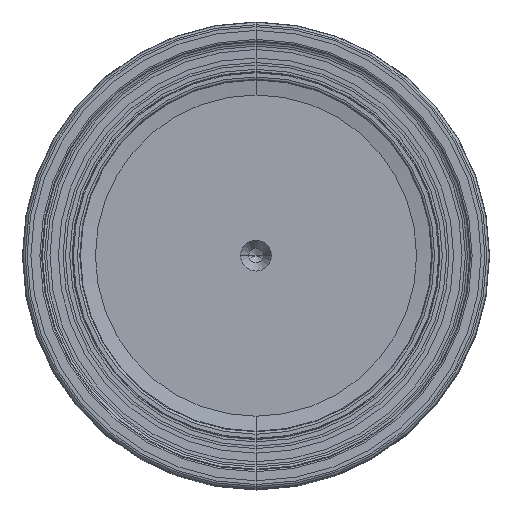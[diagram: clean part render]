
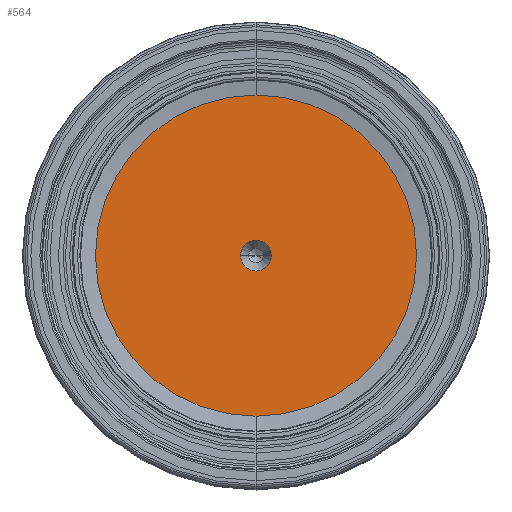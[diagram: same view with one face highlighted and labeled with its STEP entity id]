
A CAD part, top view. The second image highlights one B-rep face of the part: STEP entity #564.
In plain terms, the highlighted planar face has unit normal (0, 0, 1).
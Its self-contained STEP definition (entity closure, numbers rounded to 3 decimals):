
#43=CARTESIAN_POINT('',(0.,0.,123.1));
#44=DIRECTION('',(0.,0.,1.));
#45=DIRECTION('',(0.,1.,0.));
#46=AXIS2_PLACEMENT_3D('',#43,#44,#45);
#48=CARTESIAN_POINT('',(0.,0.,123.1));
#49=DIRECTION('',(0.,0.,-1.));
#50=DIRECTION('',(0.,1.,0.));
#51=AXIS2_PLACEMENT_3D('',#48,#49,#50);
#53=CARTESIAN_POINT('',(0.,0.,123.1));
#54=DIRECTION('',(0.,0.,1.));
#55=DIRECTION('',(-1.,0.,0.));
#56=AXIS2_PLACEMENT_3D('',#53,#54,#55);
#58=CARTESIAN_POINT('',(0.,0.,123.1));
#59=DIRECTION('',(0.,0.,1.));
#60=DIRECTION('',(1.,0.,0.));
#61=AXIS2_PLACEMENT_3D('',#58,#59,#60);
#412=CARTESIAN_POINT('',(0.,27.504,123.1));
#414=VERTEX_POINT('',#412);
#416=CARTESIAN_POINT('',(0.,-27.504,123.1));
#418=VERTEX_POINT('',#416);
#499=CARTESIAN_POINT('',(-2.65,0.,123.1));
#500=VERTEX_POINT('',#499);
#501=CARTESIAN_POINT('',(2.65,0.,123.1));
#502=VERTEX_POINT('',#501);
#549=CARTESIAN_POINT('',(0.,0.,123.1));
#550=DIRECTION('',(0.,0.,-1.));
#551=DIRECTION('',(0.,-1.,0.));
#552=AXIS2_PLACEMENT_3D('',#549,#550,#551);
#553=PLANE('',#552);
#554=ORIENTED_EDGE('',*,*,#542,.F.);
#555=ORIENTED_EDGE('',*,*,#531,.T.);
#556=EDGE_LOOP('',(#554,#555));
#557=FACE_OUTER_BOUND('',#556,.F.);
#559=ORIENTED_EDGE('',*,*,#558,.T.);
#561=ORIENTED_EDGE('',*,*,#560,.T.);
#562=EDGE_LOOP('',(#559,#561));
#563=FACE_BOUND('',#562,.F.);
#564=ADVANCED_FACE('',(#557,#563),#553,.F.);
#47=CIRCLE('',#46,27.504);
#52=CIRCLE('',#51,27.504);
#57=CIRCLE('',#56,2.65);
#62=CIRCLE('',#61,2.65);
#531=EDGE_CURVE('',#414,#418,#52,.T.);
#542=EDGE_CURVE('',#414,#418,#47,.T.);
#558=EDGE_CURVE('',#500,#502,#57,.T.);
#560=EDGE_CURVE('',#502,#500,#62,.T.);
